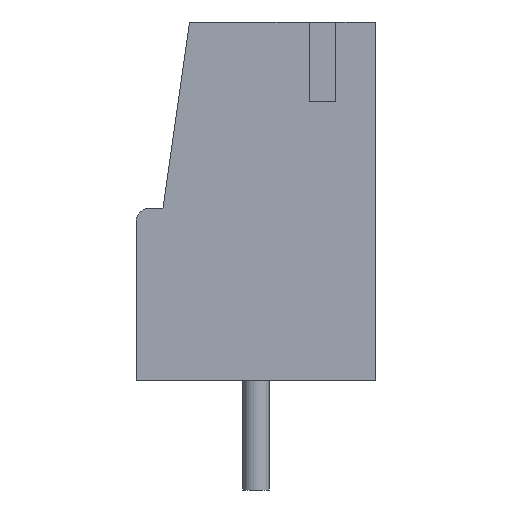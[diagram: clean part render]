
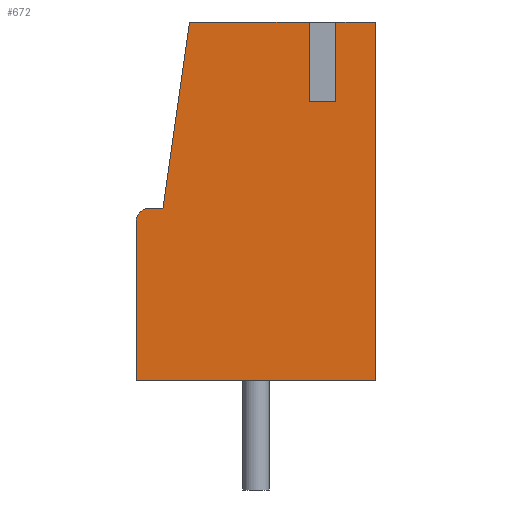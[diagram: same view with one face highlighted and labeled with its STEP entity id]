
A CAD part, front view. The second image highlights one B-rep face of the part: STEP entity #672.
In plain terms, the highlighted planar face has unit normal (0, -1, 0).
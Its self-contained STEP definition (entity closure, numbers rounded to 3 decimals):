
#13=DIRECTION('',(0.,0.,1.));
#14=DIRECTION('',(1.,0.,0.));
#80=VERTEX_POINT('',#81);
#81=CARTESIAN_POINT('',(4.5,-35.,0.));
#84=DIRECTION('',(0.,-1.,0.));
#85=ORIENTED_EDGE('',*,*,#86,.T.);
#86=EDGE_CURVE('',#80,#87,#89,.T.);
#87=VERTEX_POINT('',#88);
#88=CARTESIAN_POINT('',(4.5,-35.,13.5));
#89=LINE('',#81,#90);
#90=VECTOR('',#13,1.);
#101=DIRECTION('',(-1.,0.,0.));
#110=VECTOR('',#14,1.);
#122=VECTOR('',#101,1.);
#465=VERTEX_POINT('',#466);
#466=CARTESIAN_POINT('',(-4.5,-35.,0.));
#467=ORIENTED_EDGE('',*,*,#468,.T.);
#468=EDGE_CURVE('',#465,#80,#469,.T.);
#469=LINE('',#466,#110);
#482=ORIENTED_EDGE('',*,*,#483,.T.);
#483=EDGE_CURVE('',#87,#484,#486,.T.);
#484=VERTEX_POINT('',#485);
#485=CARTESIAN_POINT('',(3.,-35.,13.5));
#486=LINE('',#88,#122);
#500=VERTEX_POINT('',#501);
#501=CARTESIAN_POINT('',(2.,-35.,13.5));
#504=ORIENTED_EDGE('',*,*,#505,.T.);
#505=EDGE_CURVE('',#500,#506,#486,.T.);
#506=VERTEX_POINT('',#507);
#507=CARTESIAN_POINT('',(-2.5,-35.,13.5));
#639=DIRECTION('',(0.,0.,-1.));
#650=VECTOR('',#651,1.);
#651=DIRECTION('',(-0.141,0.,-0.99));
#667=VECTOR('',#639,1.);
#672=ADVANCED_FACE('',(#673),#711,.T.);
#673=FACE_BOUND('',#674,.T.);
#674=EDGE_LOOP('',(#467,#85,#482,#675,#681,#687,#504,#691,#696,#701,#708));
#675=ORIENTED_EDGE('',*,*,#676,.F.);
#676=EDGE_CURVE('',#677,#484,#679,.T.);
#677=VERTEX_POINT('',#678);
#678=CARTESIAN_POINT('',(3.,-35.,10.5));
#679=LINE('',#680,#90);
#680=CARTESIAN_POINT('',(3.,-35.,8.471));
#681=ORIENTED_EDGE('',*,*,#682,.T.);
#682=EDGE_CURVE('',#677,#683,#685,.T.);
#683=VERTEX_POINT('',#684);
#684=CARTESIAN_POINT('',(2.,-35.,10.5));
#685=LINE('',#686,#122);
#686=CARTESIAN_POINT('',(1.163,-35.,10.5));
#687=ORIENTED_EDGE('',*,*,#688,.T.);
#688=EDGE_CURVE('',#683,#500,#689,.T.);
#689=LINE('',#690,#90);
#690=CARTESIAN_POINT('',(2.,-35.,8.471));
#691=ORIENTED_EDGE('',*,*,#692,.T.);
#692=EDGE_CURVE('',#506,#693,#695,.T.);
#693=VERTEX_POINT('',#694);
#694=CARTESIAN_POINT('',(-3.5,-35.,6.5));
#695=LINE('',#507,#650);
#696=ORIENTED_EDGE('',*,*,#697,.T.);
#697=EDGE_CURVE('',#693,#698,#700,.T.);
#698=VERTEX_POINT('',#699);
#699=CARTESIAN_POINT('',(-4.,-35.,6.5));
#700=LINE('',#694,#122);
#701=ORIENTED_EDGE('',*,*,#702,.T.);
#702=EDGE_CURVE('',#698,#703,#705,.T.);
#703=VERTEX_POINT('',#704);
#704=CARTESIAN_POINT('',(-4.5,-35.,6.));
#705=ELLIPSE('',#706,0.5,0.5);
#706=AXIS2_PLACEMENT_3D('',#707,#84,#14);
#707=CARTESIAN_POINT('',(-4.,-35.,6.));
#708=ORIENTED_EDGE('',*,*,#709,.T.);
#709=EDGE_CURVE('',#703,#465,#710,.T.);
#710=LINE('',#704,#667);
#711=PLANE('',#712);
#712=AXIS2_PLACEMENT_3D('',#713,#84,#639);
#713=CARTESIAN_POINT('',(0.326,-35.,6.442));
